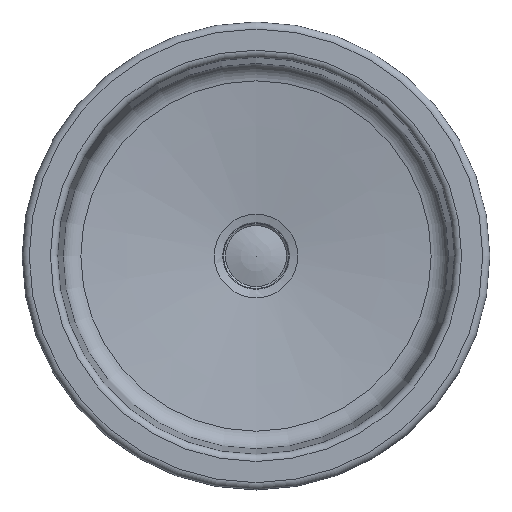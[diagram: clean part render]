
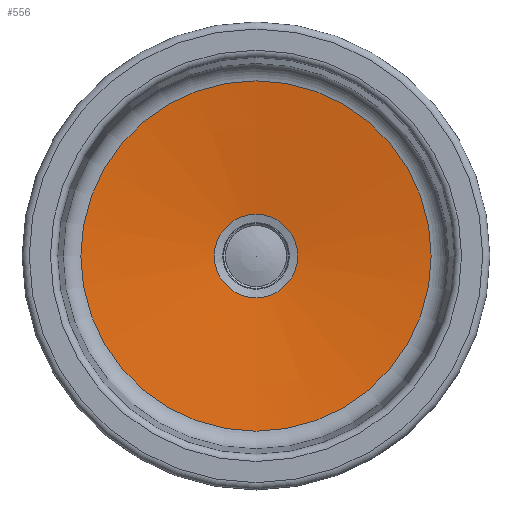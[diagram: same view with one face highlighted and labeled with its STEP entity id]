
A CAD part, top view. The second image highlights one B-rep face of the part: STEP entity #556.
In plain terms, the highlighted conical face has half-angle 83 degrees and reference radius 106.634 mm.
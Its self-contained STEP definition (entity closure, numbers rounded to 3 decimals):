
#522=CARTESIAN_POINT('',(-1.018,-39.219,41.954));
#523=VERTEX_POINT('',#522);
#524=CARTESIAN_POINT('',(-1.018,1.781,41.954));
#525=DIRECTION('',(0.0,0.0,1.0));
#526=DIRECTION('',(0.0,-1.0,0.0));
#527=AXIS2_PLACEMENT_3D('',#524,#525,#526);
#528=CIRCLE('',#527,41.);
#529=EDGE_CURVE('',#523,#523,#528,.T.);
#537=CARTESIAN_POINT('',(-1.018,1.781,50.013));
#538=DIRECTION('',(0.0,0.0,1.0));
#539=DIRECTION('',(0.0,-1.0,0.0));
#540=AXIS2_PLACEMENT_3D('',#537,#538,#539);
#541=CONICAL_SURFACE('',#540,106.634,83.);
#542=CARTESIAN_POINT('',(-1.018,-170.487,58.072));
#543=VERTEX_POINT('',#542);
#544=CARTESIAN_POINT('',(-1.018,1.781,58.072));
#545=DIRECTION('',(0.0,0.0,1.0));
#546=DIRECTION('',(0.0,-1.0,0.0));
#547=AXIS2_PLACEMENT_3D('',#544,#545,#546);
#548=CIRCLE('',#547,172.269);
#549=EDGE_CURVE('',#543,#543,#548,.T.);
#550=ORIENTED_EDGE('',*,*,#549,.T.);
#551=EDGE_LOOP('',(#550));
#552=FACE_OUTER_BOUND('',#551,.T.);
#553=ORIENTED_EDGE('',*,*,#529,.F.);
#554=EDGE_LOOP('',(#553));
#555=FACE_BOUND('',#554,.T.);
#556=ADVANCED_FACE('',(#552,#555),#541,.F.);
